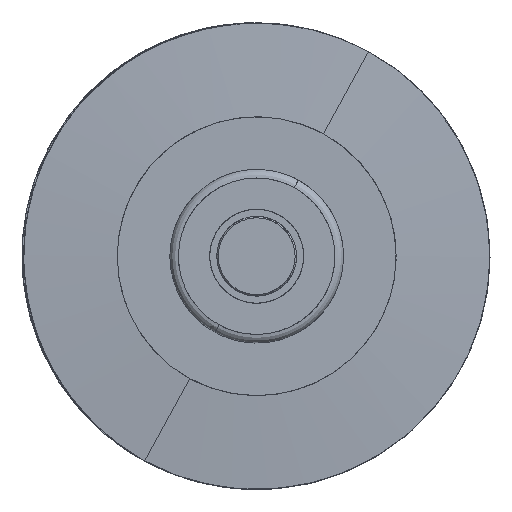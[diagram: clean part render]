
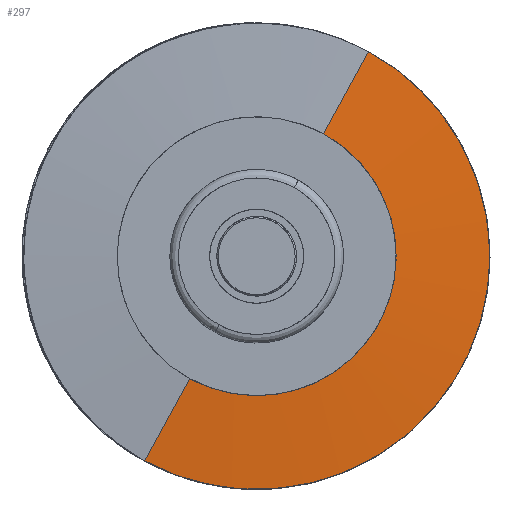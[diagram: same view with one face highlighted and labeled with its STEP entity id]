
A CAD part, front view. The second image highlights one B-rep face of the part: STEP entity #297.
In plain terms, the highlighted free-form (B-spline) face has degree [2, 1] with [5, 2] control points.
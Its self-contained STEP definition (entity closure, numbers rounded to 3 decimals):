
#297 = ADVANCED_FACE('',(#298),#334,.T.);
#298 = FACE_BOUND('',#299,.T.);
#299 = EDGE_LOOP('',(#300,#309,#319,#326));
#300 = ORIENTED_EDGE('',*,*,#301,.T.);
#301 = EDGE_CURVE('',#302,#304,#306,.T.);
#302 = VERTEX_POINT('',#303);
#303 = CARTESIAN_POINT('',(-106.134,5.399,-194.277
    ));
#304 = VERTEX_POINT('',#305);
#305 = CARTESIAN_POINT('',(-63.421,0.,
    -116.092));
#306 = B_SPLINE_CURVE_WITH_KNOTS('',1,(#307,#308),.UNSPECIFIED.,.F.,.F.,
  (2,2),(0.,66.121),.PIECEWISE_BEZIER_KNOTS.);
#307 = CARTESIAN_POINT('',(-106.134,5.399,
    -194.277));
#308 = CARTESIAN_POINT('',(-63.421,0.,
    -116.092));
#309 = ORIENTED_EDGE('',*,*,#310,.T.);
#310 = EDGE_CURVE('',#304,#311,#313,.T.);
#311 = VERTEX_POINT('',#312);
#312 = CARTESIAN_POINT('',(63.421,0.,116.092));
#313 = ( BOUNDED_CURVE() B_SPLINE_CURVE(2,(#314,#315,#316,#317,#318),
.UNSPECIFIED.,.F.,.F.) B_SPLINE_CURVE_WITH_KNOTS((3,2,3),(
    0.,1.571,3.142),
.PIECEWISE_BEZIER_KNOTS.) CURVE() GEOMETRIC_REPRESENTATION_ITEM() 
RATIONAL_B_SPLINE_CURVE((1.,0.707,1.,0.707,1.)) 
REPRESENTATION_ITEM('') );
#314 = CARTESIAN_POINT('',(-63.421,0.,-116.092));
#315 = CARTESIAN_POINT('',(52.671,0.,-179.513));
#316 = CARTESIAN_POINT('',(116.092,0.,-63.421));
#317 = CARTESIAN_POINT('',(179.513,0.,52.671));
#318 = CARTESIAN_POINT('',(63.421,0.,116.092));
#319 = ORIENTED_EDGE('',*,*,#320,.T.);
#320 = EDGE_CURVE('',#311,#321,#323,.T.);
#321 = VERTEX_POINT('',#322);
#322 = CARTESIAN_POINT('',(106.134,5.399,
    194.277));
#323 = B_SPLINE_CURVE_WITH_KNOTS('',1,(#324,#325),.UNSPECIFIED.,.F.,.F.,
  (2,2),(0.,66.121),.PIECEWISE_BEZIER_KNOTS.);
#324 = CARTESIAN_POINT('',(63.421,0.,116.092));
#325 = CARTESIAN_POINT('',(106.134,5.399,
    194.277));
#326 = ORIENTED_EDGE('',*,*,#327,.T.);
#327 = EDGE_CURVE('',#321,#302,#328,.T.);
#328 = ( BOUNDED_CURVE() B_SPLINE_CURVE(2,(#329,#330,#331,#332,#333),
.UNSPECIFIED.,.F.,.F.) B_SPLINE_CURVE_WITH_KNOTS((3,2,3),(
    0.,1.571,3.142),
.PIECEWISE_BEZIER_KNOTS.) CURVE() GEOMETRIC_REPRESENTATION_ITEM() 
RATIONAL_B_SPLINE_CURVE((1.,0.707,1.,0.707,1.)) 
REPRESENTATION_ITEM('') );
#329 = CARTESIAN_POINT('',(106.134,5.399,194.277
    ));
#330 = CARTESIAN_POINT('',(300.41,5.399,88.143
    ));
#331 = CARTESIAN_POINT('',(194.277,5.399,-106.134
    ));
#332 = CARTESIAN_POINT('',(88.143,5.399,
    -300.41));
#333 = CARTESIAN_POINT('',(-106.134,5.399,
    -194.277));
#334 = ( BOUNDED_SURFACE() B_SPLINE_SURFACE(2,1,(
    (#335,#336)
    ,(#337,#338)
    ,(#339,#340)
    ,(#341,#342)
,(#343,#344
    )),.UNSPECIFIED.,.F.,.F.,.F.) B_SPLINE_SURFACE_WITH_KNOTS((3,2,3),(2
    ,2),(0.,1.571,3.142),(0.,66.121),
.PIECEWISE_BEZIER_KNOTS.) GEOMETRIC_REPRESENTATION_ITEM() 
RATIONAL_B_SPLINE_SURFACE((
    (1.,1.)
    ,(0.707,0.707)
    ,(1.,1.)
    ,(0.707,0.707)
,(1.,1.))) REPRESENTATION_ITEM('') SURFACE() );
#335 = CARTESIAN_POINT('',(-63.421,0.,-116.092));
#336 = CARTESIAN_POINT('',(-106.134,5.399,
    -194.277));
#337 = CARTESIAN_POINT('',(52.671,0.,-179.513));
#338 = CARTESIAN_POINT('',(88.143,5.399,
    -300.41));
#339 = CARTESIAN_POINT('',(116.092,0.,-63.421));
#340 = CARTESIAN_POINT('',(194.277,5.399,
    -106.134));
#341 = CARTESIAN_POINT('',(179.513,0.,52.671));
#342 = CARTESIAN_POINT('',(300.41,5.399,88.143
    ));
#343 = CARTESIAN_POINT('',(63.421,0.,116.092));
#344 = CARTESIAN_POINT('',(106.134,5.399,
    194.277));
